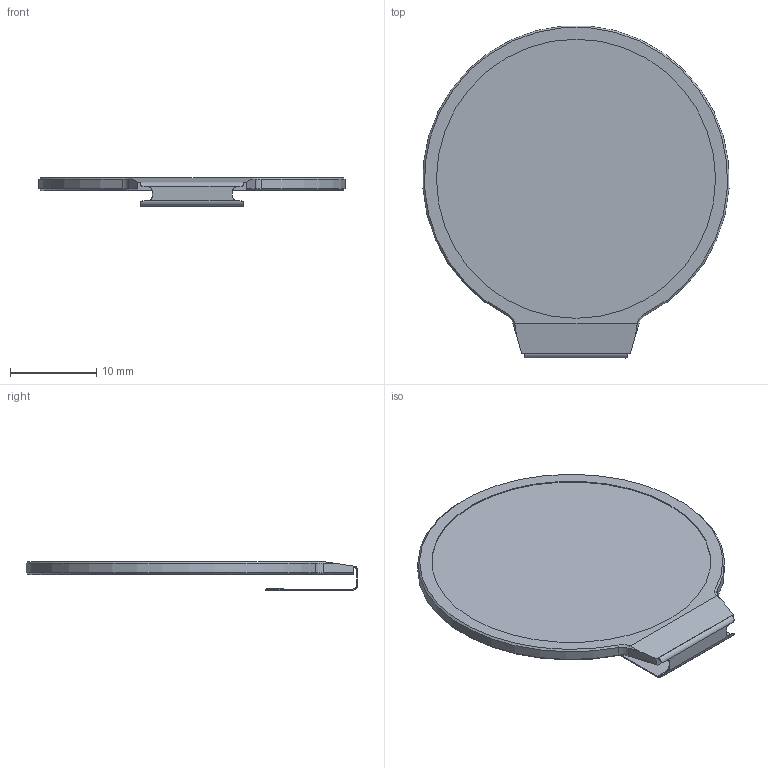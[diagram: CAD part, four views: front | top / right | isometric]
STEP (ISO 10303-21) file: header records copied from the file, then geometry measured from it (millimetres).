
FILE_DESCRIPTION(/* description */ (''),/* implementation_level */ '2;1');
FILE_NAME(/* name */ 'TFT128圆屏 v2.step',/* time_stamp */ '2022-05-25T09:52:09+08:00',/* author */ (''),/* organization */ (''),/* preprocessor_version */ 'ST-DEVELOPER v18.1',/* originating_system */ 'Autodesk Translation Framework v10.14.0.1471',/* authorisation */ '');
FILE_SCHEMA (('AUTOMOTIVE_DESIGN { 1 0 10303 214 3 1 1 }'));
Length unit declared in the file: millimetre
Products named in the file (1): TFT128圆屏
Bounding box: 35.52 x 38.53 x 3.32 mm (x, y, z)
Volume: 1476.4 mm3; surface area: 2544.1 mm2
Topology: 2 solids, 2 shells, 188 faces, 461 edges, 302 vertices
Faces by surface type: plane 150, cylinder 32, cone 6
Full cylindrical faces by diameter (mm): 0.2 x12, 32.4 x1
Entity records: 5622 total; most frequent: CARTESIAN_POINT 1044, ORIENTED_EDGE 922, DIRECTION 893, EDGE_CURVE 461, LINE 391, VECTOR 391, VERTEX_POINT 302, AXIS2_PLACEMENT_3D 251
